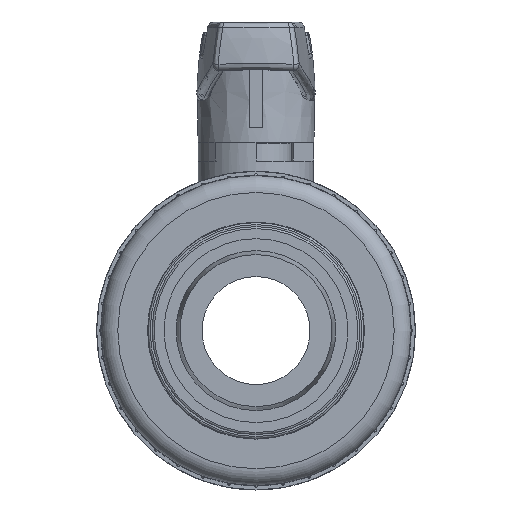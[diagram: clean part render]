
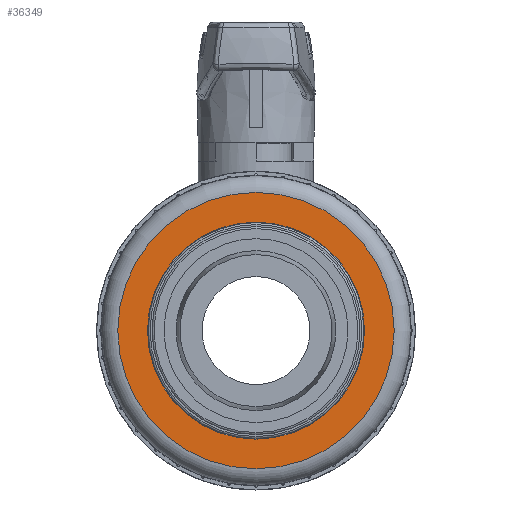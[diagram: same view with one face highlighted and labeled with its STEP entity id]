
A CAD part, left-side view. The second image highlights one B-rep face of the part: STEP entity #36349.
In plain terms, the highlighted planar face has unit normal (-1, 0, 0).
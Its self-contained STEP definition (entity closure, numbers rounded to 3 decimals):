
#1260=CIRCLE('',#38947,34.556);
#1261=CIRCLE('',#38948,27.136);
#2615=FACE_BOUND('',#5799,.T.);
#3642=FACE_OUTER_BOUND('',#5798,.T.);
#5798=EDGE_LOOP('',(#28491));
#5799=EDGE_LOOP('',(#28492));
#15882=VERTEX_POINT('',#71731);
#15883=VERTEX_POINT('',#71733);
#20450=EDGE_CURVE('',#15882,#15882,#1260,.T.);
#20451=EDGE_CURVE('',#15883,#15883,#1261,.T.);
#28491=ORIENTED_EDGE('',*,*,#20450,.T.);
#28492=ORIENTED_EDGE('',*,*,#20451,.T.);
#34977=PLANE('',#38946);
#36349=ADVANCED_FACE('',(#3642,#2615),#34977,.F.);
#38946=AXIS2_PLACEMENT_3D('',#71730,#44394,#44395);
#38947=AXIS2_PLACEMENT_3D('',#71732,#44396,#44397);
#38948=AXIS2_PLACEMENT_3D('',#71734,#44398,#44399);
#44394=DIRECTION('center_axis',(1.,0.,0.));
#44395=DIRECTION('ref_axis',(0.,0.,
-1.));
#44396=DIRECTION('center_axis',(-1.,0.,0.));
#44397=DIRECTION('ref_axis',(0.,0.,
1.));
#44398=DIRECTION('center_axis',(1.,0.,0.));
#44399=DIRECTION('ref_axis',(0.,1.,0.));
#71730=CARTESIAN_POINT('Origin',(-43.464,0.296,42.25));
#71731=CARTESIAN_POINT('',(-43.464,0.296,38.01));
#71732=CARTESIAN_POINT('Origin',(-43.464,0.296,3.454));
#71733=CARTESIAN_POINT('',(-43.464,27.432,3.454));
#71734=CARTESIAN_POINT('Origin',(-43.464,0.296,3.454));
